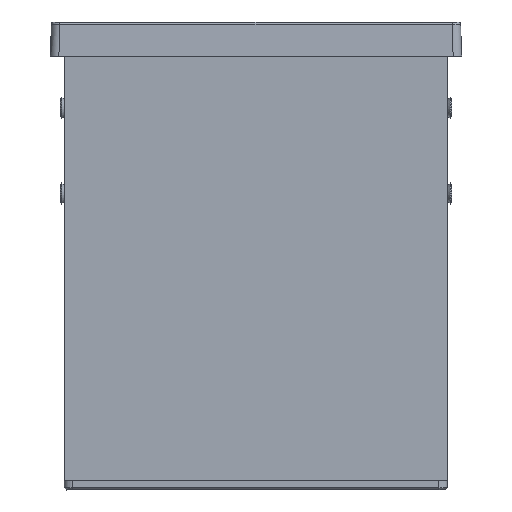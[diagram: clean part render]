
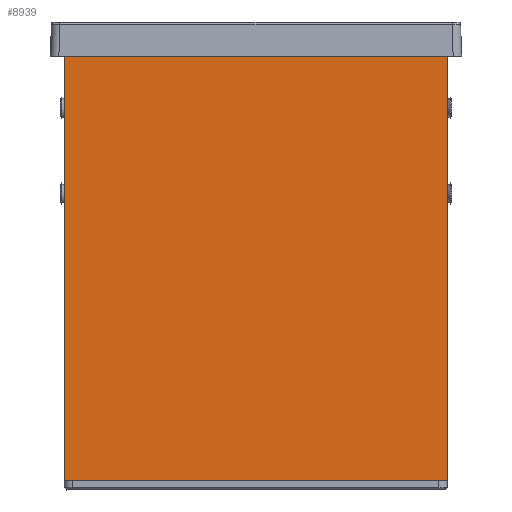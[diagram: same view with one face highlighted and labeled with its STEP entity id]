
A CAD part, front view. The second image highlights one B-rep face of the part: STEP entity #8939.
In plain terms, the highlighted planar face has unit normal (0, -1, 0).
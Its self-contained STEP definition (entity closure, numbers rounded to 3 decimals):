
#31 = VERTEX_POINT ( 'NONE', #19193 ) ;
#234 = LINE ( 'NONE', #26220, #27098 ) ;
#662 = LINE ( 'NONE', #16772, #24532 ) ;
#866 = DIRECTION ( 'NONE',  ( 0., 0., 1. ) ) ;
#1003 = ORIENTED_EDGE ( 'NONE', *, *, #24715, .T. ) ;
#1031 = CARTESIAN_POINT ( 'NONE',  ( 20., 2.3, -7.2 ) ) ;
#1058 = DIRECTION ( 'NONE',  ( -1., 0., 0. ) ) ;
#1660 = VECTOR ( 'NONE', #25103, 1000. ) ;
#1708 = CARTESIAN_POINT ( 'NONE',  ( 73.9, 2.3, -108.5 ) ) ;
#2751 = ORIENTED_EDGE ( 'NONE', *, *, #16123, .F. ) ;
#2787 = CARTESIAN_POINT ( 'NONE',  ( 73.9, 2.3, -9.5 ) ) ;
#2849 = CARTESIAN_POINT ( 'NONE',  ( 73.9, 2.3, -9.5 ) ) ;
#2971 = DIRECTION ( 'NONE',  ( -1., 0., 0. ) ) ;
#3177 = VERTEX_POINT ( 'NONE', #4632 ) ;
#3224 = VECTOR ( 'NONE', #2971, 1000. ) ;
#3262 = VERTEX_POINT ( 'NONE', #10728 ) ;
#3913 = VECTOR ( 'NONE', #10796, 1000. ) ;
#4082 = EDGE_LOOP ( 'NONE', ( #5799, #1003, #2751, #20803, #9277, #12890, #9365, #8672, #5044, #17829, #14922, #15087 ) ) ;
#4224 = DIRECTION ( 'NONE',  ( 0., 0., 1. ) ) ;
#4632 = CARTESIAN_POINT ( 'NONE',  ( 20., 2.3, -9.5 ) ) ;
#4865 = EDGE_CURVE ( 'NONE', #20931, #5879, #13659, .T. ) ;
#5044 = ORIENTED_EDGE ( 'NONE', *, *, #23145, .T. ) ;
#5799 = ORIENTED_EDGE ( 'NONE', *, *, #13694, .T. ) ;
#5804 = VECTOR ( 'NONE', #26105, 1000. ) ;
#5879 = VERTEX_POINT ( 'NONE', #7426 ) ;
#6771 = VECTOR ( 'NONE', #23928, 1000. ) ;
#7025 = VERTEX_POINT ( 'NONE', #9392 ) ;
#7426 = CARTESIAN_POINT ( 'NONE',  ( 91.7, 2.3, -9.5 ) ) ;
#7483 = LINE ( 'NONE', #10432, #1660 ) ;
#7589 = DIRECTION ( 'NONE',  ( 0., 0., -1. ) ) ;
#7993 = VECTOR ( 'NONE', #866, 1000. ) ;
#8077 = VECTOR ( 'NONE', #17682, 1000. ) ;
#8216 = LINE ( 'NONE', #16078, #18725 ) ;
#8586 = CARTESIAN_POINT ( 'NONE',  ( 91.7, 2.3, -85.245 ) ) ;
#8672 = ORIENTED_EDGE ( 'NONE', *, *, #26979, .T. ) ;
#8939 = ADVANCED_FACE ( 'NONE', ( #20378 ), #26382, .T. ) ;
#9277 = ORIENTED_EDGE ( 'NONE', *, *, #4865, .T. ) ;
#9365 = ORIENTED_EDGE ( 'NONE', *, *, #10877, .T. ) ;
#9392 = CARTESIAN_POINT ( 'NONE',  ( 86.5, 2.3, -7.2 ) ) ;
#9614 = LINE ( 'NONE', #13466, #7993 ) ;
#10432 = CARTESIAN_POINT ( 'NONE',  ( 0., 2.3, -9.5 ) ) ;
#10483 = AXIS2_PLACEMENT_3D ( 'NONE', #26283, #11892, #7589 ) ;
#10728 = CARTESIAN_POINT ( 'NONE',  ( 74., 2.3, -9.5 ) ) ;
#10796 = DIRECTION ( 'NONE',  ( 1., 0., 0. ) ) ;
#10877 = EDGE_CURVE ( 'NONE', #12605, #7025, #662, .T. ) ;
#11676 = CARTESIAN_POINT ( 'NONE',  ( 91.7, 2.3, -108.5 ) ) ;
#11892 = DIRECTION ( 'NONE',  ( 0., -1., 0. ) ) ;
#11966 = LINE ( 'NONE', #2849, #18560 ) ;
#12605 = VERTEX_POINT ( 'NONE', #20785 ) ;
#12890 = ORIENTED_EDGE ( 'NONE', *, *, #26854, .T. ) ;
#13077 = DIRECTION ( 'NONE',  ( -1., 0., 0. ) ) ;
#13334 = LINE ( 'NONE', #24254, #5804 ) ;
#13359 = LINE ( 'NONE', #1708, #3913 ) ;
#13466 = CARTESIAN_POINT ( 'NONE',  ( 20., 2.3, -85.245 ) ) ;
#13659 = LINE ( 'NONE', #8586, #8077 ) ;
#13694 = EDGE_CURVE ( 'NONE', #31, #20066, #8216, .T. ) ;
#14922 = ORIENTED_EDGE ( 'NONE', *, *, #17756, .T. ) ;
#15087 = ORIENTED_EDGE ( 'NONE', *, *, #16555, .T. ) ;
#15610 = VERTEX_POINT ( 'NONE', #22561 ) ;
#15864 = CARTESIAN_POINT ( 'NONE',  ( 74., 2.3, -7.2 ) ) ;
#15996 = CARTESIAN_POINT ( 'NONE',  ( 2.3, 2.3, 0. ) ) ;
#16078 = CARTESIAN_POINT ( 'NONE',  ( 7.5, 2.3, -85.245 ) ) ;
#16123 = EDGE_CURVE ( 'NONE', #15610, #22772, #21871, .T. ) ;
#16555 = EDGE_CURVE ( 'NONE', #24112, #31, #234, .T. ) ;
#16772 = CARTESIAN_POINT ( 'NONE',  ( 86.5, 2.3, -85.245 ) ) ;
#17682 = DIRECTION ( 'NONE',  ( 0., 0., 1. ) ) ;
#17756 = EDGE_CURVE ( 'NONE', #3177, #24112, #9614, .T. ) ;
#17829 = ORIENTED_EDGE ( 'NONE', *, *, #20524, .T. ) ;
#18560 = VECTOR ( 'NONE', #13077, 1000. ) ;
#18725 = VECTOR ( 'NONE', #26930, 1000. ) ;
#19193 = CARTESIAN_POINT ( 'NONE',  ( 7.5, 2.3, -7.2 ) ) ;
#19919 = LINE ( 'NONE', #2787, #3224 ) ;
#19935 = DIRECTION ( 'NONE',  ( 0., 0., -1. ) ) ;
#20066 = VERTEX_POINT ( 'NONE', #22457 ) ;
#20138 = VERTEX_POINT ( 'NONE', #15864 ) ;
#20378 = FACE_OUTER_BOUND ( 'NONE', #4082, .T. ) ;
#20524 = EDGE_CURVE ( 'NONE', #3262, #3177, #11966, .T. ) ;
#20663 = CARTESIAN_POINT ( 'NONE',  ( 2.3, 2.3, -9.5 ) ) ;
#20785 = CARTESIAN_POINT ( 'NONE',  ( 86.5, 2.3, -9.5 ) ) ;
#20803 = ORIENTED_EDGE ( 'NONE', *, *, #26230, .T. ) ;
#20931 = VERTEX_POINT ( 'NONE', #11676 ) ;
#21871 = LINE ( 'NONE', #15996, #6771 ) ;
#22012 = LINE ( 'NONE', #22221, #26941 ) ;
#22221 = CARTESIAN_POINT ( 'NONE',  ( 74., 2.3, -85.245 ) ) ;
#22457 = CARTESIAN_POINT ( 'NONE',  ( 7.5, 2.3, -9.5 ) ) ;
#22561 = CARTESIAN_POINT ( 'NONE',  ( 2.3, 2.3, -108.5 ) ) ;
#22772 = VERTEX_POINT ( 'NONE', #20663 ) ;
#23145 = EDGE_CURVE ( 'NONE', #20138, #3262, #22012, .T. ) ;
#23928 = DIRECTION ( 'NONE',  ( 0., 0., 1. ) ) ;
#24112 = VERTEX_POINT ( 'NONE', #1031 ) ;
#24254 = CARTESIAN_POINT ( 'NONE',  ( 73.9, 2.3, -7.2 ) ) ;
#24532 = VECTOR ( 'NONE', #4224, 1000. ) ;
#24715 = EDGE_CURVE ( 'NONE', #20066, #22772, #7483, .T. ) ;
#25103 = DIRECTION ( 'NONE',  ( -1., 0., 0. ) ) ;
#26105 = DIRECTION ( 'NONE',  ( -1., 0., 0. ) ) ;
#26220 = CARTESIAN_POINT ( 'NONE',  ( 73.9, 2.3, -7.2 ) ) ;
#26230 = EDGE_CURVE ( 'NONE', #15610, #20931, #13359, .T. ) ;
#26283 = CARTESIAN_POINT ( 'NONE',  ( 73.9, 2.3, -85.245 ) ) ;
#26382 = PLANE ( 'NONE',  #10483 ) ;
#26854 = EDGE_CURVE ( 'NONE', #5879, #12605, #19919, .T. ) ;
#26930 = DIRECTION ( 'NONE',  ( 0., 0., -1. ) ) ;
#26941 = VECTOR ( 'NONE', #19935, 1000. ) ;
#26979 = EDGE_CURVE ( 'NONE', #7025, #20138, #13334, .T. ) ;
#27098 = VECTOR ( 'NONE', #1058, 1000. ) ;
